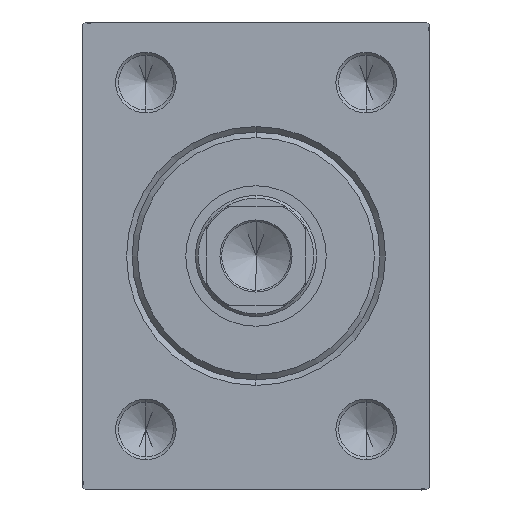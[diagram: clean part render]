
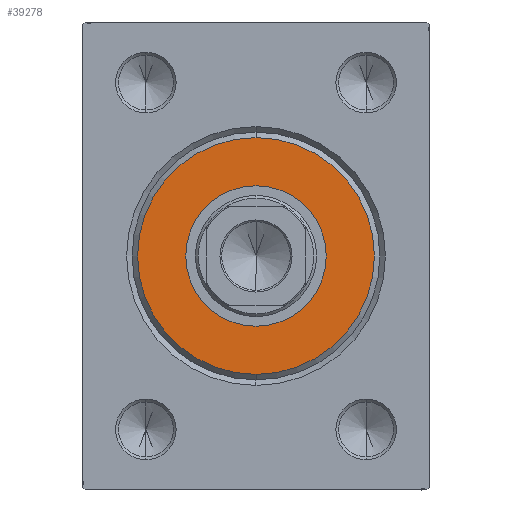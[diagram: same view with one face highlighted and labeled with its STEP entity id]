
A CAD part, left-side view. The second image highlights one B-rep face of the part: STEP entity #39278.
In plain terms, the highlighted face is planar.
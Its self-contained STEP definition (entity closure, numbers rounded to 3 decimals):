
#164 = EDGE_LOOP ( 'NONE', ( #27327, #10429 ) ) ;
#668 = FACE_BOUND ( 'NONE', #13648, .T. ) ;
#823 = EDGE_CURVE ( 'NONE', #29565, #1797, #22219, .T. ) ;
#1797 = VERTEX_POINT ( 'NONE', #38403 ) ;
#2282 = CARTESIAN_POINT ( 'NONE',  ( 3., 0., -21.5 ) ) ;
#4029 = DIRECTION ( 'NONE',  ( 0., 0., -1. ) ) ;
#7380 = FACE_OUTER_BOUND ( 'NONE', #164, .T. ) ;
#8502 = CARTESIAN_POINT ( 'NONE',  ( 3., 0., 0. ) ) ;
#9277 = DIRECTION ( 'NONE',  ( -1., 0., 0. ) ) ;
#9556 = CIRCLE ( 'NONE', #34580, 12.75 ) ;
#10429 = ORIENTED_EDGE ( 'NONE', *, *, #17058, .T. ) ;
#11078 = CIRCLE ( 'NONE', #33959, 21.5 ) ;
#13648 = EDGE_LOOP ( 'NONE', ( #37442, #41660 ) ) ;
#15453 = DIRECTION ( 'NONE',  ( 0., 0., -1. ) ) ;
#16620 = DIRECTION ( 'NONE',  ( 0., 0., -1. ) ) ;
#17058 = EDGE_CURVE ( 'NONE', #28325, #36741, #11078, .T. ) ;
#17783 = CARTESIAN_POINT ( 'NONE',  ( 3., 0., 21.5 ) ) ;
#19157 = CARTESIAN_POINT ( 'NONE',  ( 3., 0., 0. ) ) ;
#19983 = DIRECTION ( 'NONE',  ( -1., 0., 0. ) ) ;
#20611 = EDGE_CURVE ( 'NONE', #36741, #28325, #25001, .T. ) ;
#20821 = PLANE ( 'NONE',  #22547 ) ;
#21055 = DIRECTION ( 'NONE',  ( 1., 0., 0. ) ) ;
#22219 = CIRCLE ( 'NONE', #35087, 12.75 ) ;
#22547 = AXIS2_PLACEMENT_3D ( 'NONE', #34473, #21055, #4029 ) ;
#22871 = AXIS2_PLACEMENT_3D ( 'NONE', #19157, #28206, #36177 ) ;
#23178 = DIRECTION ( 'NONE',  ( 0., 0., -1. ) ) ;
#25001 = CIRCLE ( 'NONE', #22871, 21.5 ) ;
#25311 = DIRECTION ( 'NONE',  ( 1., 0., 0. ) ) ;
#26314 = CARTESIAN_POINT ( 'NONE',  ( 3., 0., 0. ) ) ;
#27327 = ORIENTED_EDGE ( 'NONE', *, *, #20611, .T. ) ;
#28206 = DIRECTION ( 'NONE',  ( 1., 0., 0. ) ) ;
#28325 = VERTEX_POINT ( 'NONE', #2282 ) ;
#29565 = VERTEX_POINT ( 'NONE', #36078 ) ;
#31777 = EDGE_CURVE ( 'NONE', #1797, #29565, #9556, .T. ) ;
#33959 = AXIS2_PLACEMENT_3D ( 'NONE', #8502, #25311, #15453 ) ;
#34473 = CARTESIAN_POINT ( 'NONE',  ( 3., 0., 0. ) ) ;
#34580 = AXIS2_PLACEMENT_3D ( 'NONE', #43965, #19983, #16620 ) ;
#35087 = AXIS2_PLACEMENT_3D ( 'NONE', #26314, #9277, #23178 ) ;
#36078 = CARTESIAN_POINT ( 'NONE',  ( 3., 0., 12.75 ) ) ;
#36177 = DIRECTION ( 'NONE',  ( 0., 0., -1. ) ) ;
#36741 = VERTEX_POINT ( 'NONE', #17783 ) ;
#37442 = ORIENTED_EDGE ( 'NONE', *, *, #823, .T. ) ;
#38403 = CARTESIAN_POINT ( 'NONE',  ( 3., 0., -12.75 ) ) ;
#39278 = ADVANCED_FACE ( 'NONE', ( #7380, #668 ), #20821, .T. ) ;
#41660 = ORIENTED_EDGE ( 'NONE', *, *, #31777, .T. ) ;
#43965 = CARTESIAN_POINT ( 'NONE',  ( 3., 0., 0. ) ) ;
